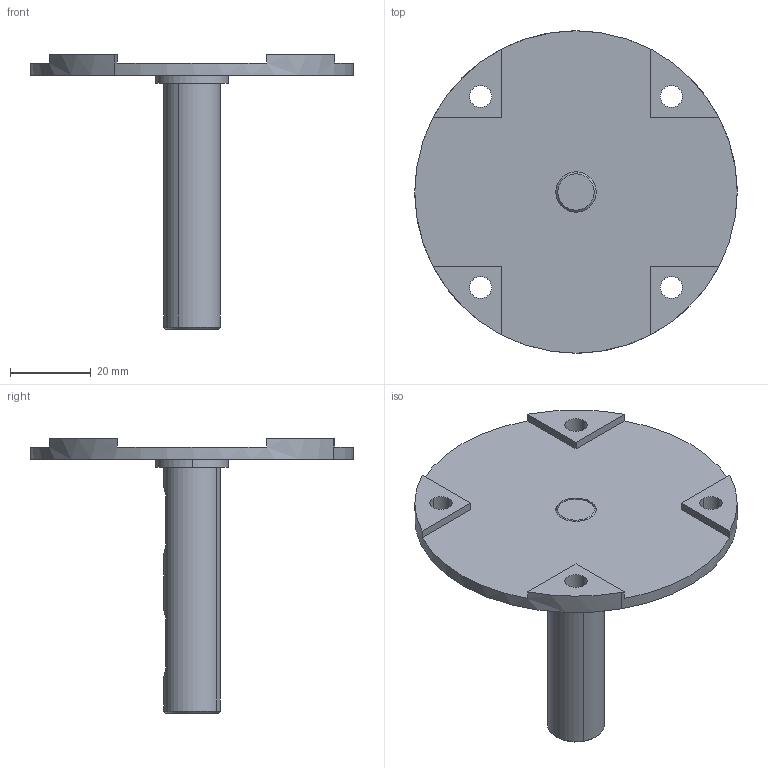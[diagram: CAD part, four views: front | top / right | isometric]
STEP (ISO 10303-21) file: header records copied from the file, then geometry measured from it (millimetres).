
FILE_DESCRIPTION(('CATIA V5 STEP Exchange'),'2;1');
FILE_NAME('SE_AxeBride.stp','2023-04-07T14:52:22+00:00',('none'),('none'),'CATIA Version 5 Release 19 GA (IN-10)','CATIA V5 STEP AP203','none');
FILE_SCHEMA(('CONFIG_CONTROL_DESIGN'));
Length unit declared in the file: millimetre
Products named in the file (1): SE_AxeBride
Assembly tree (2 placements, depth 2):
  SE_AxeBride
    #56
    #1014
Bounding box: 80 x 80 x 68 mm (x, y, z)
Volume: 25156.7 mm3; surface area: 15099.5 mm2
Topology: 2 solids, 2 shells, 57 faces, 146 edges, 98 vertices
Faces by surface type: cylinder 28, plane 25, cone 4
Entity records: 1710 total; most frequent: CARTESIAN_POINT 322, ORIENTED_EDGE 292, DIRECTION 214, EDGE_CURVE 146, AXIS2_PLACEMENT_3D 104, VERTEX_POINT 98, VECTOR 72, EDGE_LOOP 72
